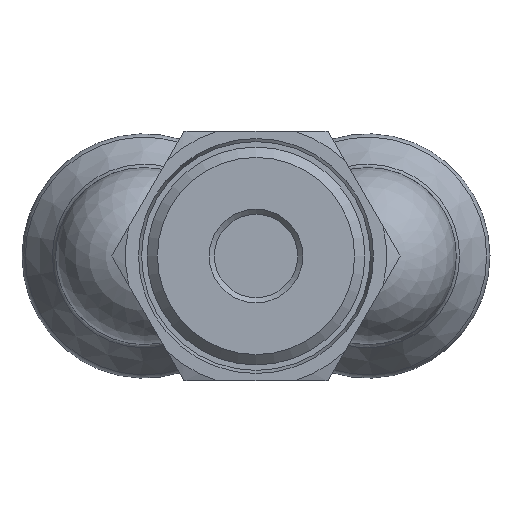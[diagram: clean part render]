
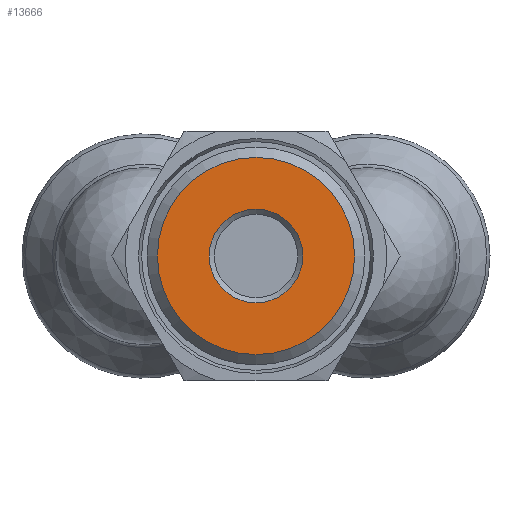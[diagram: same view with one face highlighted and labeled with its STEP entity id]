
A CAD part, front view. The second image highlights one B-rep face of the part: STEP entity #13666.
In plain terms, the highlighted face is planar.
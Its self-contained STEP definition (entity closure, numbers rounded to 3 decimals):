
#13635=CARTESIAN_POINT('',(-32.95,0.,-4.5));
#13636=VERTEX_POINT('',#13635);
#13637=CARTESIAN_POINT('',(-32.95,0.,0.0));
#13638=DIRECTION('',(-1.0,0.0,0.0));
#13639=DIRECTION('',(0.0,0.0,1.0));
#13640=AXIS2_PLACEMENT_3D('',#13637,#13638,#13639);
#13641=CIRCLE('',#13640,4.5);
#13642=EDGE_CURVE('',#13636,#13636,#13641,.T.);
#13647=CARTESIAN_POINT('',(-32.95,5.239,0.0));
#13648=DIRECTION('',(-1.0,0.0,0.0));
#13649=DIRECTION('',(0.0,0.0,1.0));
#13650=AXIS2_PLACEMENT_3D('',#13647,#13648,#13649);
#13651=PLANE('',#13650);
#13652=CARTESIAN_POINT('',(-32.95,9.477,0.));
#13653=VERTEX_POINT('',#13652);
#13654=CARTESIAN_POINT('',(-32.95,0.,0.0));
#13655=DIRECTION('',(1.0,0.0,0.0));
#13656=DIRECTION('',(0.0,-1.0,0.0));
#13657=AXIS2_PLACEMENT_3D('',#13654,#13655,#13656);
#13658=CIRCLE('',#13657,9.478);
#13659=EDGE_CURVE('',#13653,#13653,#13658,.T.);
#13660=ORIENTED_EDGE('',*,*,#13659,.F.);
#13661=EDGE_LOOP('',(#13660));
#13662=FACE_OUTER_BOUND('',#13661,.T.);
#13663=ORIENTED_EDGE('',*,*,#13642,.F.);
#13664=EDGE_LOOP('',(#13663));
#13665=FACE_BOUND('',#13664,.T.);
#13666=ADVANCED_FACE('',(#13662,#13665),#13651,.T.);
